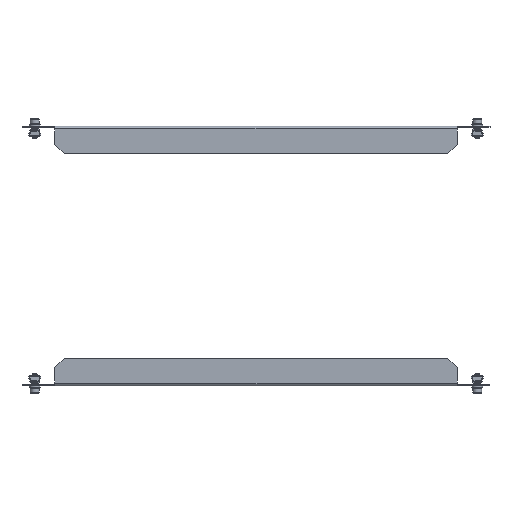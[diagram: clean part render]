
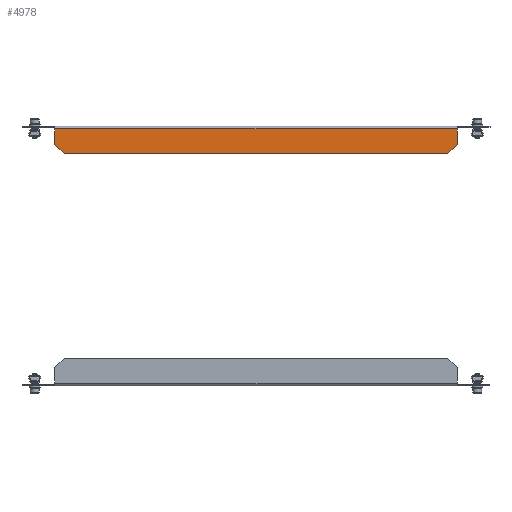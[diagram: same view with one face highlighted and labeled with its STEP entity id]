
A CAD part, front view. The second image highlights one B-rep face of the part: STEP entity #4978.
In plain terms, the highlighted planar face has unit normal (0, -1, 0).
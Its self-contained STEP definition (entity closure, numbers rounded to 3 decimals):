
#416 = LINE ( 'NONE', #2680, #4590 ) ;
#504 = EDGE_CURVE ( 'NONE', #1552, #2651, #5793, .T. ) ;
#514 = LINE ( 'NONE', #2627, #6003 ) ;
#640 = ORIENTED_EDGE ( 'NONE', *, *, #1573, .T. ) ;
#669 = EDGE_CURVE ( 'NONE', #5964, #3072, #6625, .T. ) ;
#795 = DIRECTION ( 'NONE',  ( 0., 0., 1. ) ) ;
#836 = CARTESIAN_POINT ( 'NONE',  ( 220., -148., -1.875 ) ) ;
#1023 = AXIS2_PLACEMENT_3D ( 'NONE', #3752, #1634, #2626 ) ;
#1132 = VECTOR ( 'NONE', #795, 1000. ) ;
#1552 = VERTEX_POINT ( 'NONE', #5568 ) ;
#1573 = EDGE_CURVE ( 'NONE', #4655, #1552, #5540, .T. ) ;
#1627 = LINE ( 'NONE', #6080, #1132 ) ;
#1634 = DIRECTION ( 'NONE',  ( 0., 1., 0. ) ) ;
#1705 = VECTOR ( 'NONE', #3306, 1000. ) ;
#1724 = ORIENTED_EDGE ( 'NONE', *, *, #669, .F. ) ;
#1880 = EDGE_LOOP ( 'NONE', ( #4816, #640, #5972, #2712, #4251, #1724 ) ) ;
#2226 = CARTESIAN_POINT ( 'NONE',  ( -220., -148., -28.8 ) ) ;
#2378 = CARTESIAN_POINT ( 'NONE',  ( -210., -148., -28.8 ) ) ;
#2626 = DIRECTION ( 'NONE',  ( 0., 0., 1. ) ) ;
#2627 = CARTESIAN_POINT ( 'NONE',  ( -220., -148., 0. ) ) ;
#2651 = VERTEX_POINT ( 'NONE', #3903 ) ;
#2680 = CARTESIAN_POINT ( 'NONE',  ( 220., -148., -18.8 ) ) ;
#2712 = ORIENTED_EDGE ( 'NONE', *, *, #4335, .T. ) ;
#2928 = CARTESIAN_POINT ( 'NONE',  ( 220., -148., -1.875 ) ) ;
#3072 = VERTEX_POINT ( 'NONE', #2928 ) ;
#3122 = CARTESIAN_POINT ( 'NONE',  ( 220., -148., -18.8 ) ) ;
#3306 = DIRECTION ( 'NONE',  ( 1., 0., 0. ) ) ;
#3390 = EDGE_CURVE ( 'NONE', #5964, #4655, #514, .T. ) ;
#3492 = CARTESIAN_POINT ( 'NONE',  ( -220., -148., -18.8 ) ) ;
#3500 = DIRECTION ( 'NONE',  ( 0.707, 0., -0.707 ) ) ;
#3752 = CARTESIAN_POINT ( 'NONE',  ( -220., -148., 0. ) ) ;
#3903 = CARTESIAN_POINT ( 'NONE',  ( 210., -148., -28.8 ) ) ;
#3964 = VECTOR ( 'NONE', #4480, 1000. ) ;
#4251 = ORIENTED_EDGE ( 'NONE', *, *, #4773, .T. ) ;
#4335 = EDGE_CURVE ( 'NONE', #2651, #5005, #416, .T. ) ;
#4441 = CARTESIAN_POINT ( 'NONE',  ( -220., -148., -1.875 ) ) ;
#4480 = DIRECTION ( 'NONE',  ( 1., 0., 0. ) ) ;
#4590 = VECTOR ( 'NONE', #5381, 1000. ) ;
#4655 = VERTEX_POINT ( 'NONE', #3492 ) ;
#4756 = DIRECTION ( 'NONE',  ( 0., 0., -1. ) ) ;
#4773 = EDGE_CURVE ( 'NONE', #5005, #3072, #1627, .T. ) ;
#4816 = ORIENTED_EDGE ( 'NONE', *, *, #3390, .T. ) ;
#4972 = VECTOR ( 'NONE', #3500, 1000. ) ;
#4978 = ADVANCED_FACE ( 'NONE', ( #6025 ), #5803, .F. ) ;
#5005 = VERTEX_POINT ( 'NONE', #3122 ) ;
#5381 = DIRECTION ( 'NONE',  ( 0.707, 0., 0.707 ) ) ;
#5540 = LINE ( 'NONE', #2378, #4972 ) ;
#5568 = CARTESIAN_POINT ( 'NONE',  ( -210., -148., -28.8 ) ) ;
#5793 = LINE ( 'NONE', #2226, #1705 ) ;
#5803 = PLANE ( 'NONE',  #1023 ) ;
#5964 = VERTEX_POINT ( 'NONE', #4441 ) ;
#5972 = ORIENTED_EDGE ( 'NONE', *, *, #504, .T. ) ;
#6003 = VECTOR ( 'NONE', #4756, 1000. ) ;
#6025 = FACE_OUTER_BOUND ( 'NONE', #1880, .T. ) ;
#6080 = CARTESIAN_POINT ( 'NONE',  ( 220., -148., 0. ) ) ;
#6625 = LINE ( 'NONE', #836, #3964 ) ;
